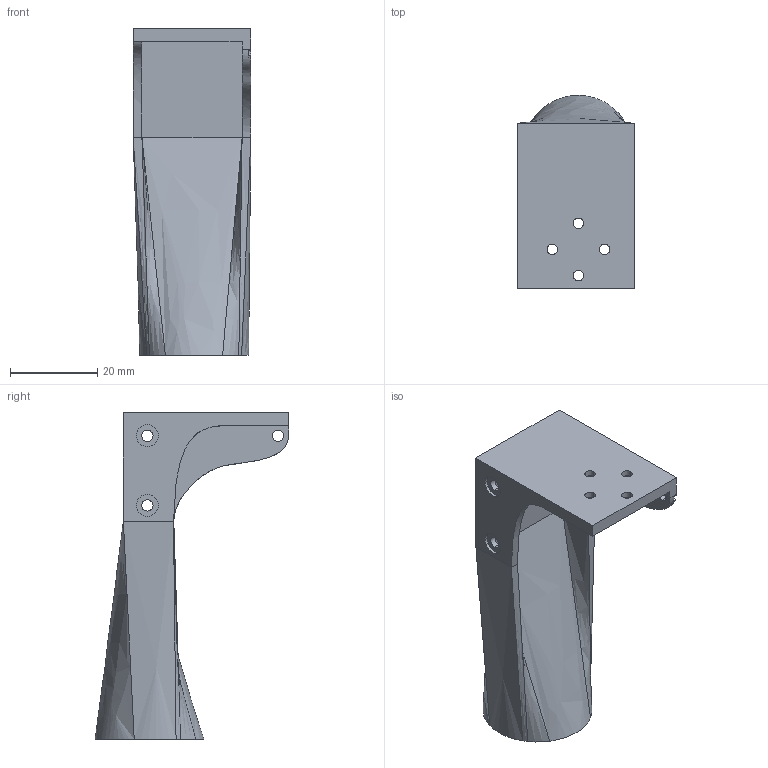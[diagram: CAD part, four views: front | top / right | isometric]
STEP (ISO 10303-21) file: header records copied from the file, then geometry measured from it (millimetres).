
FILE_DESCRIPTION (( 'STEP AP203' ), '1' );
FILE_NAME ('Leader_Gripper_Handle.STEP', '2024-09-05T20:24:09', ( '' ), ( '' ), 'SwSTEP 2.0', 'SolidWorks 2024', '' );
FILE_SCHEMA (( 'CONFIG_CONTROL_DESIGN' ));
Length unit declared in the file: millimetre
Products named in the file (1): Leader_Gripper_Handle
Bounding box: 27 x 44.5 x 75 mm (x, y, z)
Volume: 21771.9 mm3; surface area: 9652.4 mm2
Topology: 1 solids, 1 shells, 66 faces, 161 edges, 105 vertices
Faces by surface type: cylinder 37, plane 19, bspline 10
Entity records: 2390 total; most frequent: CARTESIAN_POINT 705, DIRECTION 337, ORIENTED_EDGE 322, EDGE_CURVE 161, AXIS2_PLACEMENT_3D 133, VERTEX_POINT 105, EDGE_LOOP 92, CIRCLE 76
